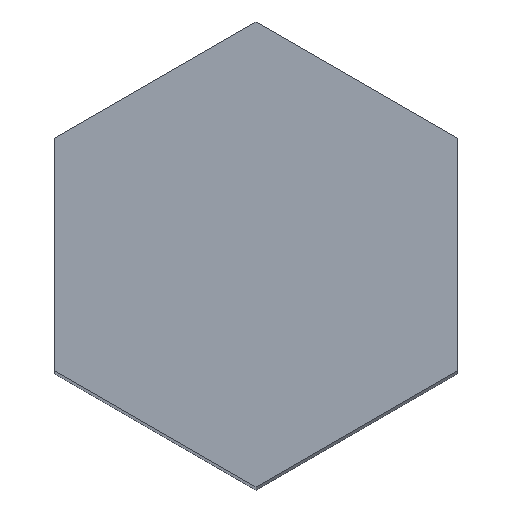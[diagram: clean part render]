
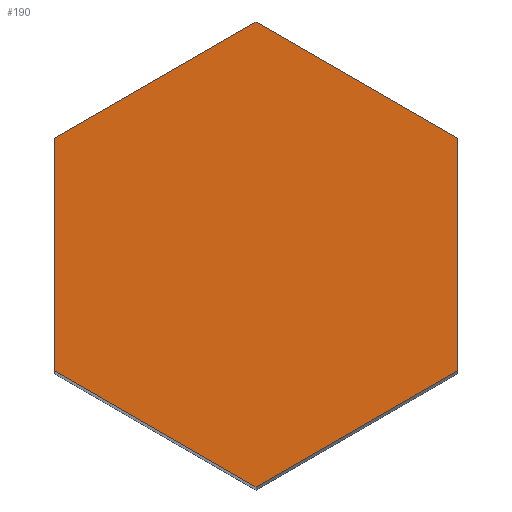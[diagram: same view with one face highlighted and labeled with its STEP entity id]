
A CAD part, top view. The second image highlights one B-rep face of the part: STEP entity #190.
In plain terms, the highlighted planar face has unit normal (0, 0, 1).
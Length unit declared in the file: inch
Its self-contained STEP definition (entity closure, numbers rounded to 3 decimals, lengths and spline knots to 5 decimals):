
#22=LINE('',#287,#40);
#24=LINE('',#291,#42);
#26=LINE('',#295,#44);
#28=LINE('',#299,#46);
#30=LINE('',#303,#48);
#32=LINE('',#306,#50);
#40=VECTOR('',#235,0.13279);
#42=VECTOR('',#239,0.13279);
#44=VECTOR('',#243,0.13279);
#46=VECTOR('',#247,0.13279);
#48=VECTOR('',#251,0.13279);
#50=VECTOR('',#255,0.13279);
#59=PLANE('',#207);
#75=FACE_OUTER_BOUND('',#91,.T.);
#91=EDGE_LOOP('',(#172,#173,#174,#175,#176,#177));
#106=VERTEX_POINT('',#284);
#107=VERTEX_POINT('',#286);
#108=VERTEX_POINT('',#290);
#109=VERTEX_POINT('',#294);
#110=VERTEX_POINT('',#298);
#111=VERTEX_POINT('',#302);
#123=EDGE_CURVE('',#107,#106,#22,.T.);
#125=EDGE_CURVE('',#108,#107,#24,.T.);
#127=EDGE_CURVE('',#109,#108,#26,.T.);
#129=EDGE_CURVE('',#110,#109,#28,.T.);
#131=EDGE_CURVE('',#111,#110,#30,.T.);
#133=EDGE_CURVE('',#106,#111,#32,.T.);
#172=ORIENTED_EDGE('',*,*,#133,.T.);
#173=ORIENTED_EDGE('',*,*,#131,.T.);
#174=ORIENTED_EDGE('',*,*,#129,.T.);
#175=ORIENTED_EDGE('',*,*,#127,.T.);
#176=ORIENTED_EDGE('',*,*,#125,.T.);
#177=ORIENTED_EDGE('',*,*,#123,.T.);
#190=ADVANCED_FACE('',(#75),#59,.T.);
#207=AXIS2_PLACEMENT_3D('',#307,#256,#257);
#235=DIRECTION('',(0.866,-0.5,0.));
#239=DIRECTION('',(0.,-1.,0.));
#243=DIRECTION('',(-0.866,-0.5,0.));
#247=DIRECTION('',(-0.866,0.5,0.));
#251=DIRECTION('',(0.,1.,0.));
#255=DIRECTION('',(0.866,0.5,0.));
#256=DIRECTION('center_axis',(0.,0.,1.));
#257=DIRECTION('ref_axis',(1.,0.,0.));
#284=CARTESIAN_POINT('',(0.,-0.13279,0.5));
#286=CARTESIAN_POINT('',(-0.115,-0.0664,0.5));
#287=CARTESIAN_POINT('',(0.,-0.13279,0.5));
#290=CARTESIAN_POINT('',(-0.115,0.0664,0.5));
#291=CARTESIAN_POINT('',(-0.115,-0.0664,0.5));
#294=CARTESIAN_POINT('',(0.,0.13279,0.5));
#295=CARTESIAN_POINT('',(-0.115,0.0664,0.5));
#298=CARTESIAN_POINT('',(0.115,0.0664,0.5));
#299=CARTESIAN_POINT('',(0.,0.13279,0.5));
#302=CARTESIAN_POINT('',(0.115,-0.0664,0.5));
#303=CARTESIAN_POINT('',(0.115,0.0664,0.5));
#306=CARTESIAN_POINT('',(0.115,-0.0664,0.5));
#307=CARTESIAN_POINT('Origin',(0.,0.,
0.5));
